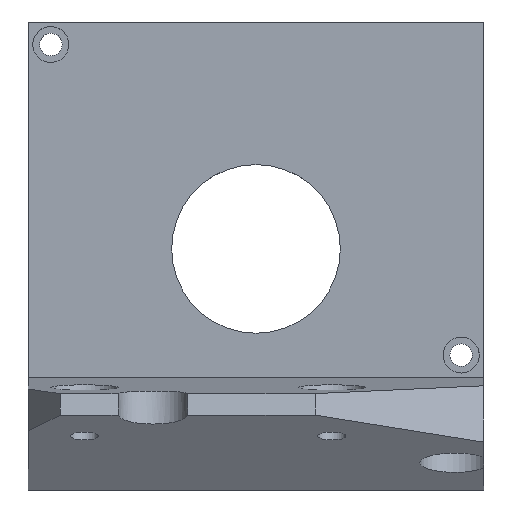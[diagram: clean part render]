
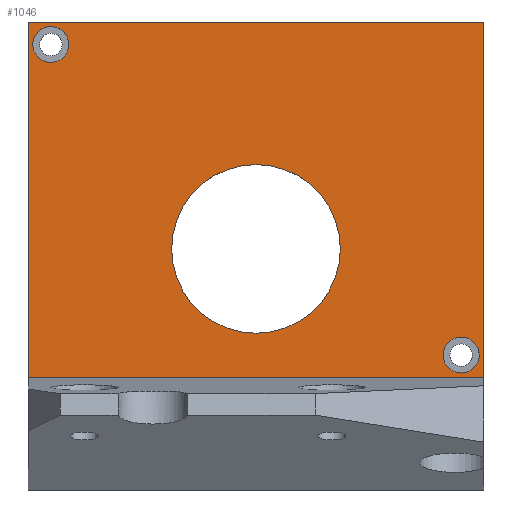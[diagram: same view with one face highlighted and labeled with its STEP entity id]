
A CAD part, top view. The second image highlights one B-rep face of the part: STEP entity #1046.
In plain terms, the highlighted planar face has unit normal (0, 0, 1).
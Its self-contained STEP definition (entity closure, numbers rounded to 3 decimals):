
#47=FACE_BOUND('',#204,.T.);
#48=FACE_BOUND('',#205,.T.);
#49=FACE_BOUND('',#206,.T.);
#54=CIRCLE('',#1072,1.6);
#58=CIRCLE('',#1079,1.6);
#69=CIRCLE('',#1110,7.5);
#137=FACE_OUTER_BOUND('',#203,.T.);
#203=EDGE_LOOP('',(#918,#919,#920,#921));
#204=EDGE_LOOP('',(#922));
#205=EDGE_LOOP('',(#923));
#206=EDGE_LOOP('',(#924));
#240=LINE('',#1559,#347);
#254=LINE('',#1586,#361);
#314=LINE('',#1742,#421);
#315=LINE('',#1743,#422);
#347=VECTOR('',#1264,10.);
#361=VECTOR('',#1286,10.);
#421=VECTOR('',#1440,10.);
#422=VECTOR('',#1441,10.);
#437=VERTEX_POINT('',#1481);
#441=VERTEX_POINT('',#1494);
#463=VERTEX_POINT('',#1556);
#464=VERTEX_POINT('',#1558);
#473=VERTEX_POINT('',#1585);
#474=VERTEX_POINT('',#1591);
#522=VERTEX_POINT('',#1741);
#534=EDGE_CURVE('',#437,#437,#54,.T.);
#540=EDGE_CURVE('',#441,#441,#58,.T.);
#570=EDGE_CURVE('',#463,#464,#240,.T.);
#584=EDGE_CURVE('',#473,#464,#254,.T.);
#587=EDGE_CURVE('',#474,#474,#69,.T.);
#662=EDGE_CURVE('',#473,#522,#314,.T.);
#663=EDGE_CURVE('',#522,#463,#315,.T.);
#918=ORIENTED_EDGE('',*,*,#662,.F.);
#919=ORIENTED_EDGE('',*,*,#584,.T.);
#920=ORIENTED_EDGE('',*,*,#570,.F.);
#921=ORIENTED_EDGE('',*,*,#663,.F.);
#922=ORIENTED_EDGE('',*,*,#534,.T.);
#923=ORIENTED_EDGE('',*,*,#540,.T.);
#924=ORIENTED_EDGE('',*,*,#587,.T.);
#990=PLANE('',#1154);
#1046=ADVANCED_FACE('',(#137,#47,#48,#49),#990,.T.);
#1072=AXIS2_PLACEMENT_3D('',#1482,#1182,#1183);
#1079=AXIS2_PLACEMENT_3D('',#1495,#1198,#1199);
#1110=AXIS2_PLACEMENT_3D('',#1592,#1293,#1294);
#1154=AXIS2_PLACEMENT_3D('',#1740,#1438,#1439);
#1182=DIRECTION('center_axis',(0.,0.,-1.));
#1183=DIRECTION('ref_axis',(1.,0.,0.));
#1198=DIRECTION('center_axis',(0.,0.,-1.));
#1199=DIRECTION('ref_axis',(1.,0.,0.));
#1264=DIRECTION('',(0.,-1.,0.));
#1286=DIRECTION('',(1.,0.,0.));
#1293=DIRECTION('center_axis',(0.,0.,-1.));
#1294=DIRECTION('ref_axis',(-1.,0.,0.));
#1438=DIRECTION('center_axis',(0.,0.,1.));
#1439=DIRECTION('ref_axis',(0.,-1.,0.));
#1440=DIRECTION('',(0.,1.,0.));
#1441=DIRECTION('',(1.,0.,0.));
#1481=CARTESIAN_POINT('',(31.9,4.56,8.5));
#1482=CARTESIAN_POINT('Origin',(33.5,4.56,8.5));
#1494=CARTESIAN_POINT('',(-4.6,32.178,8.5));
#1495=CARTESIAN_POINT('Origin',(-3.,32.178,8.5));
#1556=CARTESIAN_POINT('',(35.5,34.178,8.5));
#1558=CARTESIAN_POINT('',(35.5,2.56,8.5));
#1559=CARTESIAN_POINT('',(35.5,2.56,8.5));
#1585=CARTESIAN_POINT('',(-5.,2.56,8.5));
#1586=CARTESIAN_POINT('',(-5.,2.56,8.5));
#1591=CARTESIAN_POINT('',(22.75,14.,8.5));
#1592=CARTESIAN_POINT('Origin',(15.25,14.,8.5));
#1740=CARTESIAN_POINT('Origin',(-5.,34.178,8.5));
#1741=CARTESIAN_POINT('',(-5.,34.178,8.5));
#1742=CARTESIAN_POINT('',(-5.,2.56,8.5));
#1743=CARTESIAN_POINT('',(-5.,34.178,8.5));
